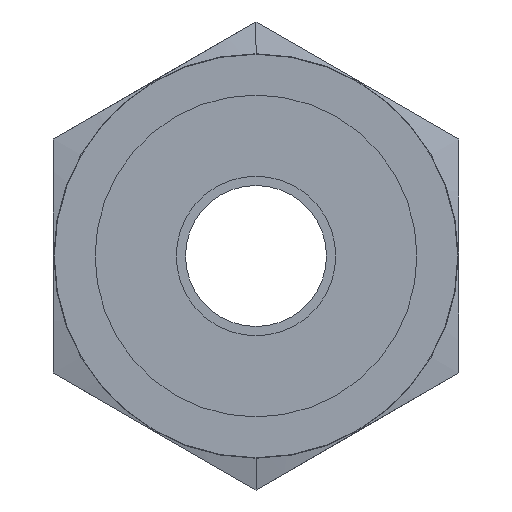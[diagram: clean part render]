
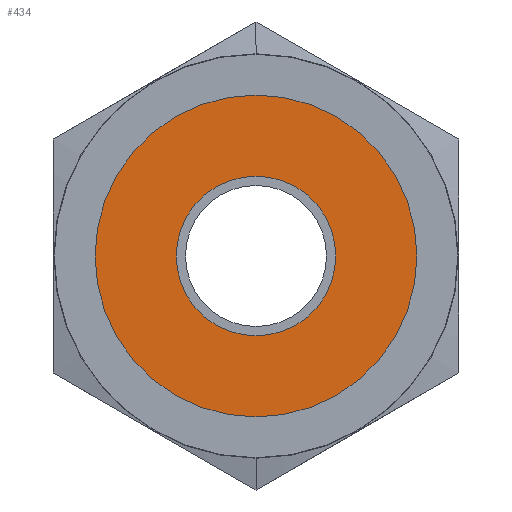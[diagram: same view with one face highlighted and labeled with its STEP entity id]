
A CAD part, front view. The second image highlights one B-rep face of the part: STEP entity #434.
In plain terms, the highlighted planar face has unit normal (0, -1, 0).
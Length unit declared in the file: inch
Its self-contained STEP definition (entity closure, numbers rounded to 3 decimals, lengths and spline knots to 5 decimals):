
#431 = ORIENTED_EDGE ( 'NONE', *, *, #675, .T. ) ;
#432 = EDGE_LOOP ( 'NONE', ( #437, #440 ) ) ;
#434 = ADVANCED_FACE ( 'NONE', ( #1077, #1075 ), #1076, .T. ) ;
#437 = ORIENTED_EDGE ( 'NONE', *, *, #451, .F. ) ;
#440 = ORIENTED_EDGE ( 'NONE', *, *, #602, .F. ) ;
#443 = ORIENTED_EDGE ( 'NONE', *, *, #459, .T. ) ;
#446 = EDGE_LOOP ( 'NONE', ( #443, #431 ) ) ;
#451 = EDGE_CURVE ( 'NONE', #601, #555, #1133, .T. ) ;
#459 = EDGE_CURVE ( 'NONE', #538, #696, #1120, .T. ) ;
#538 = VERTEX_POINT ( 'NONE', #1464 ) ;
#555 = VERTEX_POINT ( 'NONE', #1379 ) ;
#601 = VERTEX_POINT ( 'NONE', #1302 ) ;
#602 = EDGE_CURVE ( 'NONE', #555, #601, #1414, .T. ) ;
#675 = EDGE_CURVE ( 'NONE', #696, #538, #1705, .T. ) ;
#696 = VERTEX_POINT ( 'NONE', #1668 ) ;
#1068 = DIRECTION ( 'NONE',  ( 0., 0., -1. ) ) ;
#1069 = DIRECTION ( 'NONE',  ( 0., -1., 0. ) ) ;
#1070 = CARTESIAN_POINT ( 'NONE',  ( 0., -0.065, 0. ) ) ;
#1071 = AXIS2_PLACEMENT_3D ( 'NONE', #1070, #1069, #1068 ) ;
#1075 = FACE_BOUND ( 'NONE', #432, .T. ) ;
#1076 = PLANE ( 'NONE',  #1071 ) ;
#1077 = FACE_OUTER_BOUND ( 'NONE', #446, .T. ) ;
#1118 = CARTESIAN_POINT ( 'NONE',  ( 0., -0.065, 0. ) ) ;
#1120 = CIRCLE ( 'NONE', #1124, 0.1735 ) ;
#1124 = AXIS2_PLACEMENT_3D ( 'NONE', #1118, #1167, #1166 ) ;
#1125 = DIRECTION ( 'NONE',  ( 0., 0., -1. ) ) ;
#1126 = DIRECTION ( 'NONE',  ( 0., -1., 0. ) ) ;
#1127 = CARTESIAN_POINT ( 'NONE',  ( 0., -0.065, 0. ) ) ;
#1128 = AXIS2_PLACEMENT_3D ( 'NONE', #1127, #1126, #1125 ) ;
#1133 = CIRCLE ( 'NONE', #1128, 0.086 ) ;
#1166 = DIRECTION ( 'NONE',  ( 0., 0., -1. ) ) ;
#1167 = DIRECTION ( 'NONE',  ( 0., -1., 0. ) ) ;
#1292 = DIRECTION ( 'NONE',  ( 0., 0., -1. ) ) ;
#1293 = DIRECTION ( 'NONE',  ( 0., -1., 0. ) ) ;
#1294 = AXIS2_PLACEMENT_3D ( 'NONE', #1306, #1293, #1292 ) ;
#1302 = CARTESIAN_POINT ( 'NONE',  ( 0., -0.065, 0.086 ) ) ;
#1306 = CARTESIAN_POINT ( 'NONE',  ( 0., -0.065, 0. ) ) ;
#1379 = CARTESIAN_POINT ( 'NONE',  ( 0., -0.065, -0.086 ) ) ;
#1414 = CIRCLE ( 'NONE', #1294, 0.086 ) ;
#1464 = CARTESIAN_POINT ( 'NONE',  ( 0., -0.065, -0.1735 ) ) ;
#1637 = AXIS2_PLACEMENT_3D ( 'NONE', #1694, #1689, #1688 ) ;
#1668 = CARTESIAN_POINT ( 'NONE',  ( 0., -0.065, 0.1735 ) ) ;
#1688 = DIRECTION ( 'NONE',  ( 0., 0., -1. ) ) ;
#1689 = DIRECTION ( 'NONE',  ( 0., -1., 0. ) ) ;
#1694 = CARTESIAN_POINT ( 'NONE',  ( 0., -0.065, 0. ) ) ;
#1705 = CIRCLE ( 'NONE', #1637, 0.1735 ) ;
